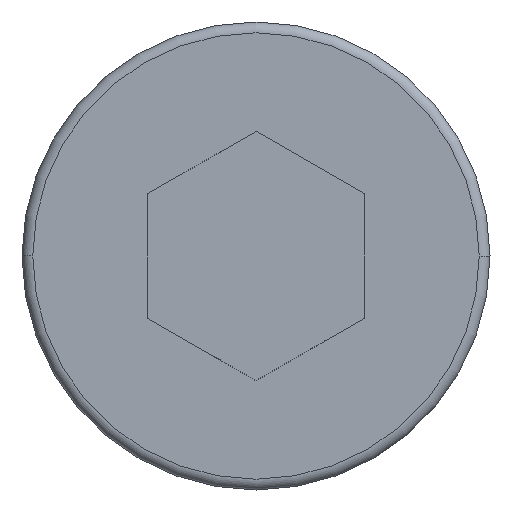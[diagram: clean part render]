
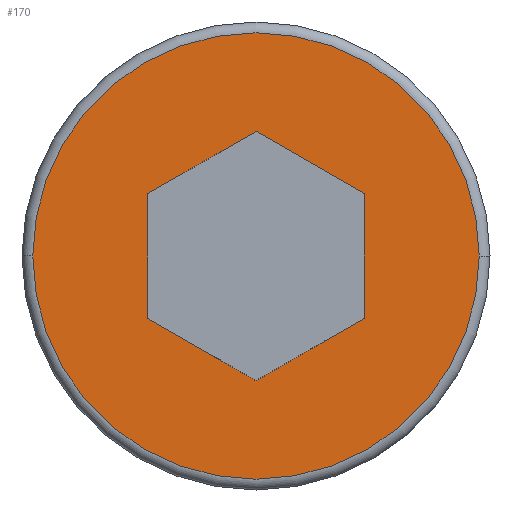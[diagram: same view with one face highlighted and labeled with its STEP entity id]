
A CAD part, left-side view. The second image highlights one B-rep face of the part: STEP entity #170.
In plain terms, the highlighted planar face has unit normal (-1, 0, 0).
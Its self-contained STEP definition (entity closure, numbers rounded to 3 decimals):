
#2 = VECTOR ( 'NONE', #318, 1000. ) ;
#11 = VERTEX_POINT ( 'NONE', #39 ) ;
#23 = CARTESIAN_POINT ( 'NONE',  ( 0., 0., 0. ) ) ;
#29 = EDGE_CURVE ( 'NONE', #386, #62, #358, .T. ) ;
#35 = CARTESIAN_POINT ( 'NONE',  ( 0., -6.2, 0. ) ) ;
#36 = AXIS2_PLACEMENT_3D ( 'NONE', #23, #595, #41 ) ;
#39 = CARTESIAN_POINT ( 'NONE',  ( 0., -3., -1.732 ) ) ;
#41 = DIRECTION ( 'NONE',  ( 0., -1., 0. ) ) ;
#47 = CARTESIAN_POINT ( 'NONE',  ( 0., 0., 3.464 ) ) ;
#49 = EDGE_CURVE ( 'NONE', #251, #211, #441, .T. ) ;
#55 = ORIENTED_EDGE ( 'NONE', *, *, #178, .T. ) ;
#58 = CARTESIAN_POINT ( 'NONE',  ( 0., 0., -3.464 ) ) ;
#62 = VERTEX_POINT ( 'NONE', #603 ) ;
#63 = LINE ( 'NONE', #58, #149 ) ;
#74 = PLANE ( 'NONE',  #111 ) ;
#82 = CARTESIAN_POINT ( 'NONE',  ( 0., -3., 1.732 ) ) ;
#86 = CARTESIAN_POINT ( 'NONE',  ( 0., 3., -1.732 ) ) ;
#98 = ORIENTED_EDGE ( 'NONE', *, *, #110, .F. ) ;
#100 = EDGE_CURVE ( 'NONE', #407, #386, #114, .T. ) ;
#107 = CARTESIAN_POINT ( 'NONE',  ( 0., 3., -1.732 ) ) ;
#110 = EDGE_CURVE ( 'NONE', #586, #11, #63, .T. ) ;
#111 = AXIS2_PLACEMENT_3D ( 'NONE', #230, #494, #420 ) ;
#114 = LINE ( 'NONE', #486, #236 ) ;
#131 = DIRECTION ( 'NONE',  ( 0., -1., 0. ) ) ;
#140 = LINE ( 'NONE', #86, #256 ) ;
#149 = VECTOR ( 'NONE', #252, 1000. ) ;
#156 = CARTESIAN_POINT ( 'NONE',  ( 0., 0., -3.464 ) ) ;
#170 = ADVANCED_FACE ( 'NONE', ( #504, #308 ), #74, .T. ) ;
#175 = CARTESIAN_POINT ( 'NONE',  ( 0., 0., 3.464 ) ) ;
#178 = EDGE_CURVE ( 'NONE', #211, #251, #450, .T. ) ;
#185 = EDGE_CURVE ( 'NONE', #62, #506, #607, .T. ) ;
#196 = CARTESIAN_POINT ( 'NONE',  ( 0., -3., -1.732 ) ) ;
#211 = VERTEX_POINT ( 'NONE', #220 ) ;
#220 = CARTESIAN_POINT ( 'NONE',  ( 0., 6.2, 0. ) ) ;
#230 = CARTESIAN_POINT ( 'NONE',  ( 0., 0., 0. ) ) ;
#236 = VECTOR ( 'NONE', #483, 1000. ) ;
#242 = LINE ( 'NONE', #196, #396 ) ;
#251 = VERTEX_POINT ( 'NONE', #35 ) ;
#252 = DIRECTION ( 'NONE',  ( 0., -0.866, 0.5 ) ) ;
#256 = VECTOR ( 'NONE', #512, 1000. ) ;
#263 = CARTESIAN_POINT ( 'NONE',  ( 0., 3., 1.732 ) ) ;
#282 = EDGE_CURVE ( 'NONE', #11, #407, #242, .T. ) ;
#299 = AXIS2_PLACEMENT_3D ( 'NONE', #551, #320, #131 ) ;
#308 = FACE_BOUND ( 'NONE', #381, .T. ) ;
#318 = DIRECTION ( 'NONE',  ( 0., 0.866, -0.5 ) ) ;
#320 = DIRECTION ( 'NONE',  ( -1., 0., 0. ) ) ;
#325 = VECTOR ( 'NONE', #367, 1000. ) ;
#358 = LINE ( 'NONE', #175, #2 ) ;
#367 = DIRECTION ( 'NONE',  ( 0., 0., -1. ) ) ;
#381 = EDGE_LOOP ( 'NONE', ( #544, #447, #485, #455, #98, #535 ) ) ;
#386 = VERTEX_POINT ( 'NONE', #47 ) ;
#396 = VECTOR ( 'NONE', #567, 1000. ) ;
#407 = VERTEX_POINT ( 'NONE', #82 ) ;
#420 = DIRECTION ( 'NONE',  ( 0., -1., 0. ) ) ;
#426 = EDGE_CURVE ( 'NONE', #506, #586, #140, .T. ) ;
#441 = CIRCLE ( 'NONE', #299, 6.2 ) ;
#447 = ORIENTED_EDGE ( 'NONE', *, *, #29, .F. ) ;
#450 = CIRCLE ( 'NONE', #36, 6.2 ) ;
#455 = ORIENTED_EDGE ( 'NONE', *, *, #282, .F. ) ;
#481 = EDGE_LOOP ( 'NONE', ( #517, #55 ) ) ;
#483 = DIRECTION ( 'NONE',  ( 0., 0.866, 0.5 ) ) ;
#485 = ORIENTED_EDGE ( 'NONE', *, *, #100, .F. ) ;
#486 = CARTESIAN_POINT ( 'NONE',  ( 0., -3., 1.732 ) ) ;
#494 = DIRECTION ( 'NONE',  ( -1., 0., 0. ) ) ;
#504 = FACE_OUTER_BOUND ( 'NONE', #481, .T. ) ;
#506 = VERTEX_POINT ( 'NONE', #107 ) ;
#512 = DIRECTION ( 'NONE',  ( 0., -0.866, -0.5 ) ) ;
#517 = ORIENTED_EDGE ( 'NONE', *, *, #49, .T. ) ;
#535 = ORIENTED_EDGE ( 'NONE', *, *, #426, .F. ) ;
#544 = ORIENTED_EDGE ( 'NONE', *, *, #185, .F. ) ;
#551 = CARTESIAN_POINT ( 'NONE',  ( 0., 0., 0. ) ) ;
#567 = DIRECTION ( 'NONE',  ( 0., 0., 1. ) ) ;
#586 = VERTEX_POINT ( 'NONE', #156 ) ;
#595 = DIRECTION ( 'NONE',  ( -1., 0., 0. ) ) ;
#603 = CARTESIAN_POINT ( 'NONE',  ( 0., 3., 1.732 ) ) ;
#607 = LINE ( 'NONE', #263, #325 ) ;
